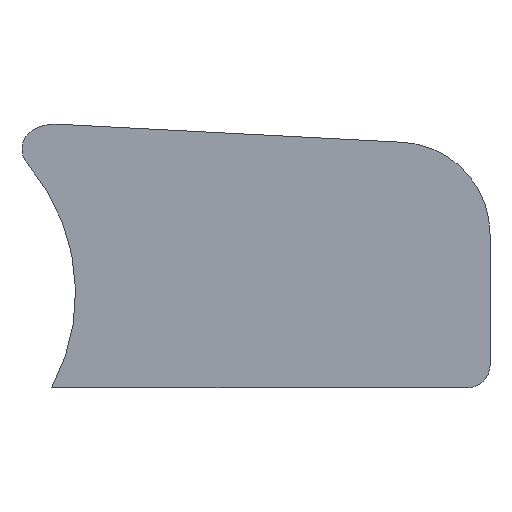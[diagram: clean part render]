
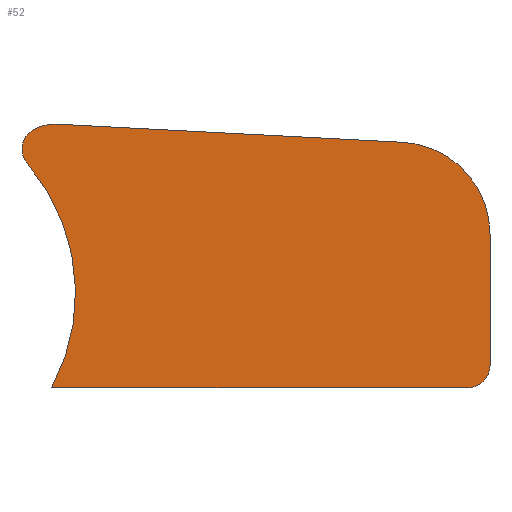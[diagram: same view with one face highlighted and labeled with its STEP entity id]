
A CAD part, top view. The second image highlights one B-rep face of the part: STEP entity #52.
In plain terms, the highlighted planar face has unit normal (0, 0, 1).
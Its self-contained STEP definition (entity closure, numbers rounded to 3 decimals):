
#52 = ADVANCED_FACE( 'NONE', ( #116 ), #117, .T. );
#116 = FACE_OUTER_BOUND( '', #190, .T. );
#117 = PLANE( '', #191 );
#190 = EDGE_LOOP( '', ( #273, #274, #275, #276, #277, #278, #279, #280 ) );
#191 = AXIS2_PLACEMENT_3D( '', #281, #282, #283 );
#273 = ORIENTED_EDGE( '', *, *, #465, .F. );
#274 = ORIENTED_EDGE( '', *, *, #466, .T. );
#275 = ORIENTED_EDGE( '', *, *, #467, .F. );
#276 = ORIENTED_EDGE( '', *, *, #468, .T. );
#277 = ORIENTED_EDGE( '', *, *, #456, .F. );
#278 = ORIENTED_EDGE( '', *, *, #453, .F. );
#279 = ORIENTED_EDGE( '', *, *, #469, .F. );
#280 = ORIENTED_EDGE( '', *, *, #470, .F. );
#281 = CARTESIAN_POINT( '', ( 0., 0., 1.5 ) );
#282 = DIRECTION( '', ( 0., 0., 1. ) );
#283 = DIRECTION( '', ( 1., 0., 0. ) );
#453 = EDGE_CURVE( 'NONE', #533, #535, #536, .T. );
#456 = EDGE_CURVE( 'NONE', #535, #539, #540, .T. );
#465 = EDGE_CURVE( '', #554, #555, #556, .T. );
#466 = EDGE_CURVE( '', #554, #557, #558, .T. );
#467 = EDGE_CURVE( '', #559, #557, #560, .T. );
#468 = EDGE_CURVE( '', #559, #539, #561, .T. );
#469 = EDGE_CURVE( 'NONE', #562, #533, #563, .T. );
#470 = EDGE_CURVE( 'NONE', #555, #562, #564, .T. );
#533 = VERTEX_POINT( 'NONE', #650 );
#535 = VERTEX_POINT( 'NONE', #653 );
#536 = CIRCLE( '', #654, 9.825 );
#539 = VERTEX_POINT( '', #658 );
#540 = LINE( '', #659, #660 );
#554 = VERTEX_POINT( '', #678 );
#555 = VERTEX_POINT( 'NONE', #679 );
#556 = LINE( '', #680, #681 );
#557 = VERTEX_POINT( '', #682 );
#558 = CIRCLE( '', #683, 4.83 );
#559 = VERTEX_POINT( '', #684 );
#560 = LINE( '', #685, #686 );
#561 = CIRCLE( '', #687, 19.82 );
#562 = VERTEX_POINT( 'NONE', #688 );
#563 = CIRCLE( '', #689, 4.825 );
#564 = CIRCLE( '', #690, 42.675 );
#650 = CARTESIAN_POINT( '', ( 33.778, 35.326, 1.5 ) );
#653 = CARTESIAN_POINT( '', ( 38.75, 36.382, 1.5 ) );
#654 = AXIS2_PLACEMENT_3D( '', #798, #799, #800 );
#658 = CARTESIAN_POINT( '', ( 113.042, 32.489, 1.5 ) );
#659 = CARTESIAN_POINT( '', ( 38.75, 36.382, 1.5 ) );
#660 = VECTOR( '', #802, 1000. );
#678 = CARTESIAN_POINT( '', ( 126.995, -20.325, 1.5 ) );
#679 = CARTESIAN_POINT( '', ( 37.524, -20.325, 1.5 ) );
#680 = CARTESIAN_POINT( '', ( 127., -20.325, 1.5 ) );
#681 = VECTOR( '', #813, 1000. );
#682 = CARTESIAN_POINT( '', ( 131.825, -15.495, 1.5 ) );
#683 = AXIS2_PLACEMENT_3D( '', #814, #815, #816 );
#684 = CARTESIAN_POINT( '', ( 131.825, 12.696, 1.5 ) );
#685 = CARTESIAN_POINT( '', ( 131.825, 12.691, 1.5 ) );
#686 = VECTOR( '', #817, 1000. );
#687 = AXIS2_PLACEMENT_3D( '', #818, #819, #820 );
#688 = CARTESIAN_POINT( '', ( 32.314, 27.875, 1.5 ) );
#689 = AXIS2_PLACEMENT_3D( '', #821, #822, #823 );
#690 = AXIS2_PLACEMENT_3D( '', #824, #825, #826 );
#798 = CARTESIAN_POINT( '', ( 38.236, 26.571, 1.5 ) );
#799 = DIRECTION( '', ( 0., 0., -1. ) );
#800 = DIRECTION( '', ( -1., 0., 0. ) );
#802 = DIRECTION( '', ( 0.999, -0.052, 0. ) );
#813 = DIRECTION( '', ( -1., 0., 0. ) );
#814 = CARTESIAN_POINT( '', ( 126.995, -15.495, 1.5 ) );
#815 = DIRECTION( '', ( 0., 0., 1. ) );
#816 = DIRECTION( '', ( 1., 0., 0. ) );
#817 = DIRECTION( '', ( 0., -1., 0. ) );
#818 = CARTESIAN_POINT( '', ( 112.005, 12.696, 1.5 ) );
#819 = DIRECTION( '', ( 0., 0., 1. ) );
#820 = DIRECTION( '', ( 1., 0., 0. ) );
#821 = CARTESIAN_POINT( '', ( 35.967, 31.026, 1.5 ) );
#822 = DIRECTION( '', ( 0., 0., -1. ) );
#823 = DIRECTION( '', ( -1., 0., 0. ) );
#824 = CARTESIAN_POINT( '', ( 0., 0., 1.5 ) );
#825 = DIRECTION( '', ( 0., 0., 1. ) );
#826 = DIRECTION( '', ( -1., 0., 0. ) );
